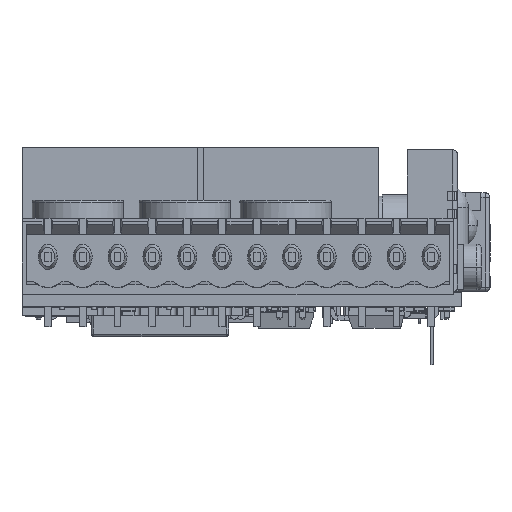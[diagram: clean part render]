
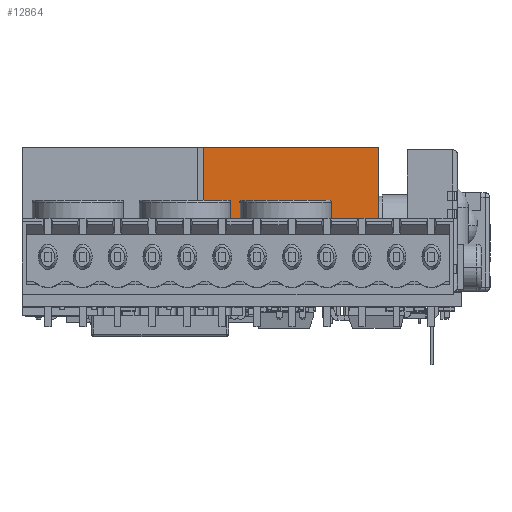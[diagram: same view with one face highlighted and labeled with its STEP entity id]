
A CAD part, front view. The second image highlights one B-rep face of the part: STEP entity #12864.
In plain terms, the highlighted face is planar.
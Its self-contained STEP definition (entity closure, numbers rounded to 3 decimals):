
#12838 = VERTEX_POINT('',#12839);
#12839 = CARTESIAN_POINT('',(9.6,0.,-7.8));
#12845 = EDGE_CURVE('',#12846,#12838,#12848,.T.);
#12846 = VERTEX_POINT('',#12847);
#12847 = CARTESIAN_POINT('',(9.6,15.8,-7.8));
#12848 = LINE('',#12849,#12850);
#12849 = CARTESIAN_POINT('',(9.6,15.8,-7.8));
#12850 = VECTOR('',#12851,1.);
#12851 = DIRECTION('',(-0.,-1.,-0.));
#12864 = ADVANCED_FACE('',(#12865),#12890,.F.);
#12865 = FACE_BOUND('',#12866,.T.);
#12866 = EDGE_LOOP('',(#12867,#12875,#12883,#12889));
#12867 = ORIENTED_EDGE('',*,*,#12868,.T.);
#12868 = EDGE_CURVE('',#12838,#12869,#12871,.T.);
#12869 = VERTEX_POINT('',#12870);
#12870 = CARTESIAN_POINT('',(-9.6,0.,-7.8));
#12871 = LINE('',#12872,#12873);
#12872 = CARTESIAN_POINT('',(-9.6,0.,-7.8));
#12873 = VECTOR('',#12874,1.);
#12874 = DIRECTION('',(-1.,-0.,-0.));
#12875 = ORIENTED_EDGE('',*,*,#12876,.F.);
#12876 = EDGE_CURVE('',#12877,#12869,#12879,.T.);
#12877 = VERTEX_POINT('',#12878);
#12878 = CARTESIAN_POINT('',(-9.6,15.8,-7.8));
#12879 = LINE('',#12880,#12881);
#12880 = CARTESIAN_POINT('',(-9.6,15.8,-7.8));
#12881 = VECTOR('',#12882,1.);
#12882 = DIRECTION('',(-0.,-1.,-0.));
#12883 = ORIENTED_EDGE('',*,*,#12884,.F.);
#12884 = EDGE_CURVE('',#12846,#12877,#12885,.T.);
#12885 = LINE('',#12886,#12887);
#12886 = CARTESIAN_POINT('',(-9.6,15.8,-7.8));
#12887 = VECTOR('',#12888,1.);
#12888 = DIRECTION('',(-1.,-0.,-0.));
#12889 = ORIENTED_EDGE('',*,*,#12845,.T.);
#12890 = PLANE('',#12891);
#12891 = AXIS2_PLACEMENT_3D('',#12892,#12893,#12894);
#12892 = CARTESIAN_POINT('',(-9.6,15.8,-7.8));
#12893 = DIRECTION('',(0.,0.,1.));
#12894 = DIRECTION('',(1.,0.,-0.));
